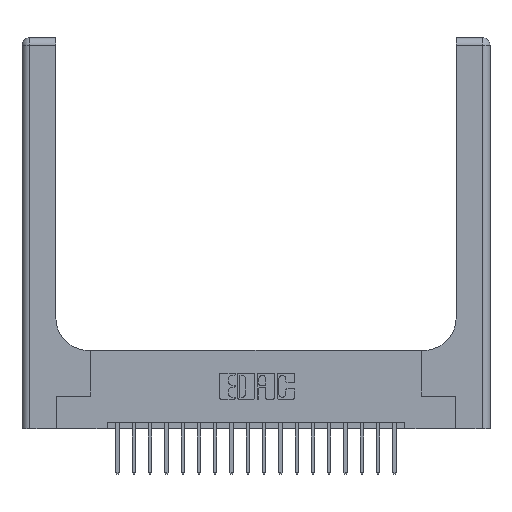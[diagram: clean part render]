
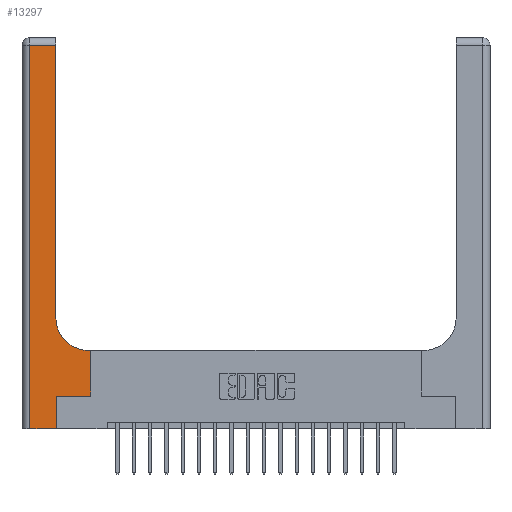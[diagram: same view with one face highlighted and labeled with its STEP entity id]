
A CAD part, top view. The second image highlights one B-rep face of the part: STEP entity #13297.
In plain terms, the highlighted planar face has unit normal (0, 0, 1).
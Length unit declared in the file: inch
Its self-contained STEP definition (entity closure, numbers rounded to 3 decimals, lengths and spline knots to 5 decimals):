
#869 = EDGE_CURVE ( 'NONE', #8502, #20406, #14800, .T. ) ;
#964 = VECTOR ( 'NONE', #9501, 39.37008 ) ;
#1197 = EDGE_LOOP ( 'NONE', ( #16182, #6153, #7561, #4662, #14931, #2763, #11708, #2524, #8064 ) ) ;
#1357 = DIRECTION ( 'NONE',  ( 0., 0., -1. ) ) ;
#1500 = VECTOR ( 'NONE', #9403, 39.37008 ) ;
#1858 = CARTESIAN_POINT ( 'NONE',  ( 0.265, 0., 0.37 ) ) ;
#1914 = EDGE_CURVE ( 'NONE', #5687, #17787, #15957, .T. ) ;
#2524 = ORIENTED_EDGE ( 'NONE', *, *, #20301, .T. ) ;
#2763 = ORIENTED_EDGE ( 'NONE', *, *, #1914, .T. ) ;
#2930 = DIRECTION ( 'NONE',  ( -1., 0., 0. ) ) ;
#3038 = CARTESIAN_POINT ( 'NONE',  ( 0.06, 3., 0.37 ) ) ;
#3817 = CARTESIAN_POINT ( 'NONE',  ( 0.51, 0.85, 0.37 ) ) ;
#4662 = ORIENTED_EDGE ( 'NONE', *, *, #16453, .T. ) ;
#4876 = CARTESIAN_POINT ( 'NONE',  ( 0.06, 2.94, 0.37 ) ) ;
#5121 = EDGE_CURVE ( 'NONE', #13387, #5687, #5316, .T. ) ;
#5316 = LINE ( 'NONE', #1858, #5496 ) ;
#5496 = VECTOR ( 'NONE', #8228, 39.37008 ) ;
#5536 = VECTOR ( 'NONE', #16262, 39.37008 ) ;
#5687 = VERTEX_POINT ( 'NONE', #9315 ) ;
#5725 = CARTESIAN_POINT ( 'NONE',  ( 0.26, 2.94, 0.37 ) ) ;
#5770 = CARTESIAN_POINT ( 'NONE',  ( 0., 3., 0.37 ) ) ;
#6153 = ORIENTED_EDGE ( 'NONE', *, *, #17985, .T. ) ;
#6265 = DIRECTION ( 'NONE',  ( 1., 0., 0. ) ) ;
#6274 = LINE ( 'NONE', #14106, #9246 ) ;
#6494 = EDGE_CURVE ( 'NONE', #20406, #19984, #12337, .T. ) ;
#6832 = CARTESIAN_POINT ( 'NONE',  ( 0.26, 0.6, 0.37 ) ) ;
#7142 = AXIS2_PLACEMENT_3D ( 'NONE', #3817, #16149, #10182 ) ;
#7561 = ORIENTED_EDGE ( 'NONE', *, *, #10551, .T. ) ;
#7577 = VERTEX_POINT ( 'NONE', #19941 ) ;
#7723 = DIRECTION ( 'NONE',  ( -1., 0., 0. ) ) ;
#8064 = ORIENTED_EDGE ( 'NONE', *, *, #869, .T. ) ;
#8131 = VERTEX_POINT ( 'NONE', #4876 ) ;
#8228 = DIRECTION ( 'NONE',  ( 0., 1., 0. ) ) ;
#8502 = VERTEX_POINT ( 'NONE', #20080 ) ;
#8838 = VERTEX_POINT ( 'NONE', #9199 ) ;
#8840 = VECTOR ( 'NONE', #10743, 39.37008 ) ;
#9199 = CARTESIAN_POINT ( 'NONE',  ( 0.528, 0.6, 0.37 ) ) ;
#9246 = VECTOR ( 'NONE', #2930, 39.37008 ) ;
#9315 = CARTESIAN_POINT ( 'NONE',  ( 0.265, 0.25, 0.37 ) ) ;
#9326 = VECTOR ( 'NONE', #13219, 39.37008 ) ;
#9403 = DIRECTION ( 'NONE',  ( 0., -1., 0. ) ) ;
#9501 = DIRECTION ( 'NONE',  ( 0., 1., 0. ) ) ;
#9799 = CARTESIAN_POINT ( 'NONE',  ( 0., 0., 0.37 ) ) ;
#10182 = DIRECTION ( 'NONE',  ( 1., 0., 0. ) ) ;
#10551 = EDGE_CURVE ( 'NONE', #8131, #7577, #10979, .T. ) ;
#10743 = DIRECTION ( 'NONE',  ( 0., 1., 0. ) ) ;
#10979 = LINE ( 'NONE', #3038, #1500 ) ;
#11422 = CARTESIAN_POINT ( 'NONE',  ( 0.528, 0.25, 0.37 ) ) ;
#11708 = ORIENTED_EDGE ( 'NONE', *, *, #19387, .T. ) ;
#12086 = CARTESIAN_POINT ( 'NONE',  ( 0.26, 0.85, 0.37 ) ) ;
#12337 = LINE ( 'NONE', #18656, #8840 ) ;
#12563 = LINE ( 'NONE', #14211, #964 ) ;
#12918 = LINE ( 'NONE', #6832, #9326 ) ;
#13219 = DIRECTION ( 'NONE',  ( -1., 0., 0. ) ) ;
#13297 = ADVANCED_FACE ( 'NONE', ( #13697 ), #20039, .F. ) ;
#13387 = VERTEX_POINT ( 'NONE', #16074 ) ;
#13697 = FACE_OUTER_BOUND ( 'NONE', #1197, .T. ) ;
#14106 = CARTESIAN_POINT ( 'NONE',  ( 0., 2.94, 0.37 ) ) ;
#14211 = CARTESIAN_POINT ( 'NONE',  ( 0.528, 0.25, 0.37 ) ) ;
#14800 = CIRCLE ( 'NONE', #7142, 0.25 ) ;
#14931 = ORIENTED_EDGE ( 'NONE', *, *, #5121, .T. ) ;
#15957 = LINE ( 'NONE', #17610, #5536 ) ;
#16074 = CARTESIAN_POINT ( 'NONE',  ( 0.265, 0., 0.37 ) ) ;
#16149 = DIRECTION ( 'NONE',  ( 0., 0., -1. ) ) ;
#16182 = ORIENTED_EDGE ( 'NONE', *, *, #6494, .T. ) ;
#16259 = VECTOR ( 'NONE', #6265, 39.37008 ) ;
#16262 = DIRECTION ( 'NONE',  ( 1., 0., 0. ) ) ;
#16453 = EDGE_CURVE ( 'NONE', #7577, #13387, #19280, .T. ) ;
#17610 = CARTESIAN_POINT ( 'NONE',  ( 0.265, 0.25, 0.37 ) ) ;
#17787 = VERTEX_POINT ( 'NONE', #11422 ) ;
#17985 = EDGE_CURVE ( 'NONE', #19984, #8131, #6274, .T. ) ;
#18142 = AXIS2_PLACEMENT_3D ( 'NONE', #5770, #1357, #7723 ) ;
#18656 = CARTESIAN_POINT ( 'NONE',  ( 0.26, 3., 0.37 ) ) ;
#19280 = LINE ( 'NONE', #9799, #16259 ) ;
#19387 = EDGE_CURVE ( 'NONE', #17787, #8838, #12563, .T. ) ;
#19941 = CARTESIAN_POINT ( 'NONE',  ( 0.06, 0., 0.37 ) ) ;
#19984 = VERTEX_POINT ( 'NONE', #5725 ) ;
#20039 = PLANE ( 'NONE',  #18142 ) ;
#20080 = CARTESIAN_POINT ( 'NONE',  ( 0.51, 0.6, 0.37 ) ) ;
#20301 = EDGE_CURVE ( 'NONE', #8838, #8502, #12918, .T. ) ;
#20406 = VERTEX_POINT ( 'NONE', #12086 ) ;
